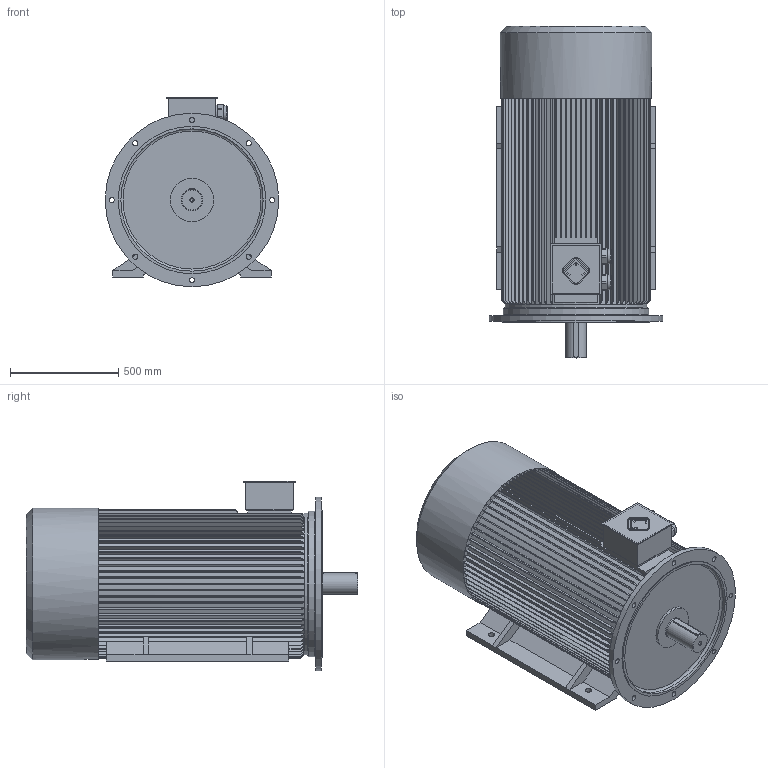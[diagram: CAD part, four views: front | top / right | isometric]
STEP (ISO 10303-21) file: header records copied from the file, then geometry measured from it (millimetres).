
FILE_DESCRIPTION(/* description */ ('Unknown'),/* implementation_level */ '2;1');
FILE_NAME(/* name */ 'AIS355L4-8_В35',/* time_stamp */ '2021-05-24T13:55:47+03:00',/* author */ ('Unknown'),/* organization */ ('Unknown'),/* preprocessor_version */ 'ST-DEVELOPER v16',/* originating_system */ 'DEX',/* authorisation */ $);
FILE_SCHEMA (('AUTOMOTIVE_DESIGN { 1 0 10303 214 3 1 1 }','AUTOMOTIVE_DESIGN {1 0 10303 214 3 1 1}'));
Length unit declared in the file: millimetre
Products named in the file (1): AIS355L4-8_Â35
Bounding box: 800 x 1530 x 874 mm (x, y, z)
Volume: 495886239.7 mm3; surface area: 7526318.9 mm2
Topology: 1 solids, 1 shells, 607 faces, 1734 edges, 1144 vertices
Faces by surface type: plane 408, cylinder 124, cone 70, torus 5
Full cylindrical faces by diameter (mm): 17.294 x2, 24 x8, 28 x4, 69.612 x2, 80 x2, 95 x1, 100 x1, 200 x1, 650 x1, 654 x1, 656 x1, 670 x1, 680 x1, 698 x1, 800 x1
Entity records: 24230 total; most frequent: CARTESIAN_POINT 4049, ORIENTED_EDGE 3368, DIRECTION 3290, EDGE_CURVE 1684, VERTEX_POINT 1133, AXIS2_PLACEMENT_3D 1130, LINE 1030, VECTOR 1030
